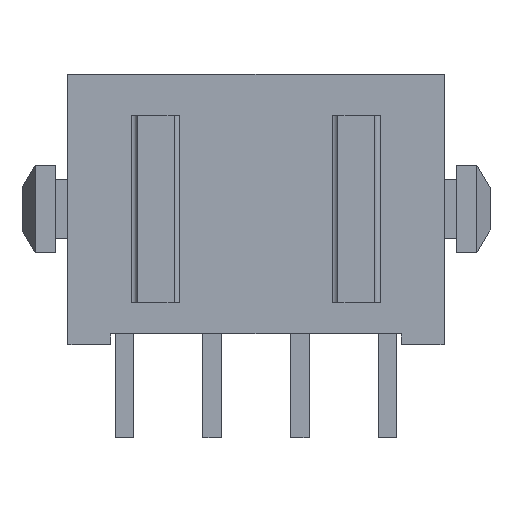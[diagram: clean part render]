
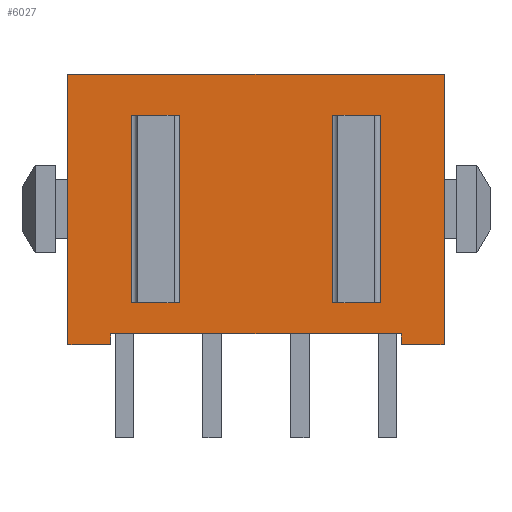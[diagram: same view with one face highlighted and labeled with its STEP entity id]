
A CAD part, front view. The second image highlights one B-rep face of the part: STEP entity #6027.
In plain terms, the highlighted planar face has unit normal (0, -1, 0).
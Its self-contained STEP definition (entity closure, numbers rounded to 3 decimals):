
#4953=CARTESIAN_POINT('',(-6.43,-3.43,9.24));
#4954=VERTEX_POINT('',#4953);
#4961=CARTESIAN_POINT('',(6.43,-3.43,9.24));
#4962=VERTEX_POINT('',#4961);
#4963=CARTESIAN_POINT('',(6.43,-3.43,9.24));
#4964=DIRECTION('',(-1.0,0.0,0.0));
#4965=VECTOR('',#4964,12.86);
#4966=LINE('',#4963,#4965);
#4967=EDGE_CURVE('',#4962,#4954,#4966,.T.);
#5571=CARTESIAN_POINT('',(4.965,-3.43,0.37));
#5572=VERTEX_POINT('',#5571);
#5579=CARTESIAN_POINT('',(-4.965,-3.43,0.37));
#5580=VERTEX_POINT('',#5579);
#5581=CARTESIAN_POINT('',(4.965,-3.43,0.37));
#5582=DIRECTION('',(-1.0,0.0,0.0));
#5583=VECTOR('',#5582,9.93);
#5584=LINE('',#5581,#5583);
#5585=EDGE_CURVE('',#5572,#5580,#5584,.T.);
#5708=CARTESIAN_POINT('',(-6.43,-3.43,0.0));
#5709=VERTEX_POINT('',#5708);
#5726=CARTESIAN_POINT('',(-4.965,-3.43,0.0));
#5727=VERTEX_POINT('',#5726);
#5734=CARTESIAN_POINT('',(-4.965,-3.43,0.0));
#5735=DIRECTION('',(-1.0,0.0,0.0));
#5736=VECTOR('',#5735,1.465);
#5737=LINE('',#5734,#5736);
#5738=EDGE_CURVE('',#5727,#5709,#5737,.T.);
#5748=CARTESIAN_POINT('',(4.965,-3.43,0.0));
#5749=VERTEX_POINT('',#5748);
#5766=CARTESIAN_POINT('',(6.43,-3.43,0.0));
#5767=VERTEX_POINT('',#5766);
#5774=CARTESIAN_POINT('',(6.43,-3.43,0.0));
#5775=DIRECTION('',(-1.0,0.0,0.0));
#5776=VECTOR('',#5775,1.465);
#5777=LINE('',#5774,#5776);
#5778=EDGE_CURVE('',#5767,#5749,#5777,.T.);
#5792=CARTESIAN_POINT('',(6.43,-3.43,9.24));
#5793=DIRECTION('',(0.0,0.0,-1.0));
#5794=VECTOR('',#5793,9.24);
#5795=LINE('',#5792,#5794);
#5796=EDGE_CURVE('',#4962,#5767,#5795,.T.);
#5891=CARTESIAN_POINT('',(-6.43,-3.43,0.0));
#5892=DIRECTION('',(0.0,0.0,1.0));
#5893=VECTOR('',#5892,9.24);
#5894=LINE('',#5891,#5893);
#5895=EDGE_CURVE('',#5709,#4954,#5894,.T.);
#5934=CARTESIAN_POINT('',(7.073,-3.43,9.702));
#5935=DIRECTION('',(0.0,-1.0,0.0));
#5936=DIRECTION('',(0.0,0.0,-1.0));
#5937=AXIS2_PLACEMENT_3D('',#5934,#5935,#5936);
#5938=PLANE('',#5937);
#5939=ORIENTED_EDGE('',*,*,#5778,.F.);
#5940=ORIENTED_EDGE('',*,*,#5796,.F.);
#5941=ORIENTED_EDGE('',*,*,#4967,.T.);
#5942=ORIENTED_EDGE('',*,*,#5895,.F.);
#5943=ORIENTED_EDGE('',*,*,#5738,.F.);
#5944=CARTESIAN_POINT('',(-4.965,-3.43,0.37));
#5945=DIRECTION('',(0.0,0.0,-1.0));
#5946=VECTOR('',#5945,0.37);
#5947=LINE('',#5944,#5946);
#5948=EDGE_CURVE('',#5580,#5727,#5947,.T.);
#5949=ORIENTED_EDGE('',*,*,#5948,.F.);
#5950=ORIENTED_EDGE('',*,*,#5585,.F.);
#5951=CARTESIAN_POINT('',(4.965,-3.43,0.37));
#5952=DIRECTION('',(0.0,0.0,-1.0));
#5953=VECTOR('',#5952,0.37);
#5954=LINE('',#5951,#5953);
#5955=EDGE_CURVE('',#5572,#5749,#5954,.T.);
#5956=ORIENTED_EDGE('',*,*,#5955,.T.);
#5957=EDGE_LOOP('',(#5939,#5940,#5941,#5942,#5943,#5949,#5950,#5956));
#5958=FACE_OUTER_BOUND('',#5957,.T.);
#5959=CARTESIAN_POINT('',(-4.25,-3.43,1.44));
#5960=VERTEX_POINT('',#5959);
#5961=CARTESIAN_POINT('',(-4.25,-3.43,7.84));
#5962=VERTEX_POINT('',#5961);
#5963=CARTESIAN_POINT('',(-4.25,-3.43,1.44));
#5964=DIRECTION('',(0.0,0.0,1.0));
#5965=VECTOR('',#5964,6.4);
#5966=LINE('',#5963,#5965);
#5967=EDGE_CURVE('',#5960,#5962,#5966,.T.);
#5968=ORIENTED_EDGE('',*,*,#5967,.T.);
#5969=CARTESIAN_POINT('',(-2.6,-3.43,7.84));
#5970=VERTEX_POINT('',#5969);
#5971=CARTESIAN_POINT('',(-4.25,-3.43,7.84));
#5972=DIRECTION('',(1.0,0.0,0.0));
#5973=VECTOR('',#5972,1.65);
#5974=LINE('',#5971,#5973);
#5975=EDGE_CURVE('',#5962,#5970,#5974,.T.);
#5976=ORIENTED_EDGE('',*,*,#5975,.T.);
#5977=CARTESIAN_POINT('',(-2.6,-3.43,1.44));
#5978=VERTEX_POINT('',#5977);
#5979=CARTESIAN_POINT('',(-2.6,-3.43,1.44));
#5980=DIRECTION('',(0.0,0.0,1.0));
#5981=VECTOR('',#5980,6.4);
#5982=LINE('',#5979,#5981);
#5983=EDGE_CURVE('',#5978,#5970,#5982,.T.);
#5984=ORIENTED_EDGE('',*,*,#5983,.F.);
#5985=CARTESIAN_POINT('',(-4.25,-3.43,1.44));
#5986=DIRECTION('',(1.0,0.0,0.0));
#5987=VECTOR('',#5986,1.65);
#5988=LINE('',#5985,#5987);
#5989=EDGE_CURVE('',#5960,#5978,#5988,.T.);
#5990=ORIENTED_EDGE('',*,*,#5989,.F.);
#5991=EDGE_LOOP('',(#5968,#5976,#5984,#5990));
#5992=FACE_BOUND('',#5991,.T.);
#5993=CARTESIAN_POINT('',(2.6,-3.43,1.44));
#5994=VERTEX_POINT('',#5993);
#5995=CARTESIAN_POINT('',(2.6,-3.43,7.84));
#5996=VERTEX_POINT('',#5995);
#5997=CARTESIAN_POINT('',(2.6,-3.43,1.44));
#5998=DIRECTION('',(0.0,0.0,1.0));
#5999=VECTOR('',#5998,6.4);
#6000=LINE('',#5997,#5999);
#6001=EDGE_CURVE('',#5994,#5996,#6000,.T.);
#6002=ORIENTED_EDGE('',*,*,#6001,.T.);
#6003=CARTESIAN_POINT('',(4.25,-3.43,7.84));
#6004=VERTEX_POINT('',#6003);
#6005=CARTESIAN_POINT('',(2.6,-3.43,7.84));
#6006=DIRECTION('',(1.0,0.0,0.0));
#6007=VECTOR('',#6006,1.65);
#6008=LINE('',#6005,#6007);
#6009=EDGE_CURVE('',#5996,#6004,#6008,.T.);
#6010=ORIENTED_EDGE('',*,*,#6009,.T.);
#6011=CARTESIAN_POINT('',(4.25,-3.43,1.44));
#6012=VERTEX_POINT('',#6011);
#6013=CARTESIAN_POINT('',(4.25,-3.43,1.44));
#6014=DIRECTION('',(0.0,0.0,1.0));
#6015=VECTOR('',#6014,6.4);
#6016=LINE('',#6013,#6015);
#6017=EDGE_CURVE('',#6012,#6004,#6016,.T.);
#6018=ORIENTED_EDGE('',*,*,#6017,.F.);
#6019=CARTESIAN_POINT('',(2.6,-3.43,1.44));
#6020=DIRECTION('',(1.0,0.0,0.0));
#6021=VECTOR('',#6020,1.65);
#6022=LINE('',#6019,#6021);
#6023=EDGE_CURVE('',#5994,#6012,#6022,.T.);
#6024=ORIENTED_EDGE('',*,*,#6023,.F.);
#6025=EDGE_LOOP('',(#6002,#6010,#6018,#6024));
#6026=FACE_BOUND('',#6025,.T.);
#6027=ADVANCED_FACE('',(#5958,#5992,#6026),#5938,.T.);
